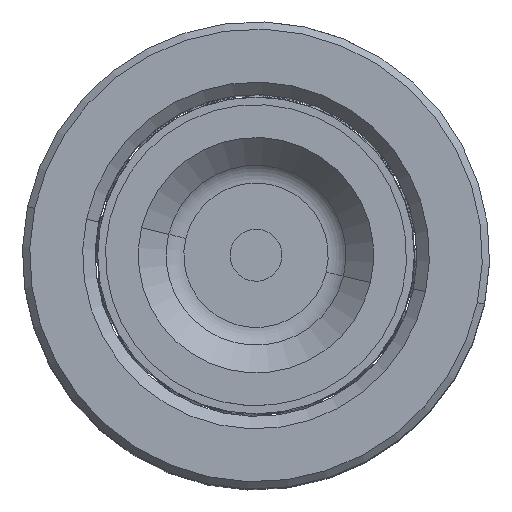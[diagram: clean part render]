
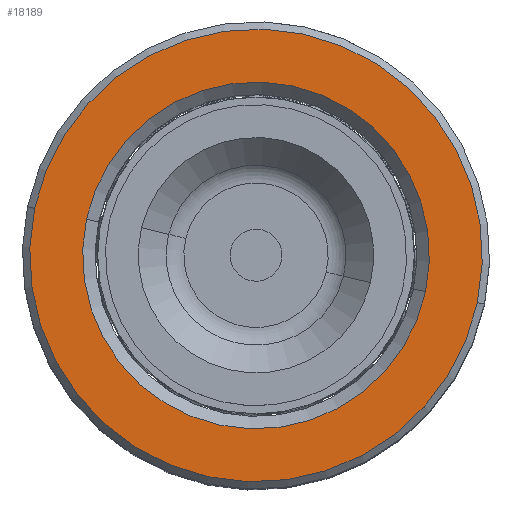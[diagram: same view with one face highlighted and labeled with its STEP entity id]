
A CAD part, top view. The second image highlights one B-rep face of the part: STEP entity #18189.
In plain terms, the highlighted planar face has unit normal (0, 0, 1).
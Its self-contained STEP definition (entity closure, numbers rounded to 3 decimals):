
#558 = FACE_BOUND ( 'NONE', #25110, .T. ) ;
#1198 = VERTEX_POINT ( 'NONE', #8196 ) ;
#1789 = DIRECTION ( 'NONE',  ( 1., 0., 0. ) ) ;
#2796 = DIRECTION ( 'NONE',  ( 1., 0., 0. ) ) ;
#2950 = VERTEX_POINT ( 'NONE', #21435 ) ;
#3549 = AXIS2_PLACEMENT_3D ( 'NONE', #30966, #14908, #1789 ) ;
#5138 = ORIENTED_EDGE ( 'NONE', *, *, #33728, .T. ) ;
#5244 = AXIS2_PLACEMENT_3D ( 'NONE', #19425, #22137, #17304 ) ;
#5447 = CIRCLE ( 'NONE', #5244, 21.8 ) ;
#5509 = AXIS2_PLACEMENT_3D ( 'NONE', #28054, #28519, #17590 ) ;
#7315 = FACE_OUTER_BOUND ( 'NONE', #28997, .T. ) ;
#7706 = CIRCLE ( 'NONE', #5509, 16.7 ) ;
#7997 = EDGE_CURVE ( 'NONE', #1198, #10756, #27254, .T. ) ;
#8196 = CARTESIAN_POINT ( 'NONE',  ( 16.7, 0., 60. ) ) ;
#8960 = AXIS2_PLACEMENT_3D ( 'NONE', #26972, #18868, #2796 ) ;
#10756 = VERTEX_POINT ( 'NONE', #12141 ) ;
#11839 = CIRCLE ( 'NONE', #8960, 21.8 ) ;
#12141 = CARTESIAN_POINT ( 'NONE',  ( -16.7, 0., 60. ) ) ;
#14908 = DIRECTION ( 'NONE',  ( 0., 0., -1. ) ) ;
#15864 = EDGE_CURVE ( 'NONE', #10756, #1198, #7706, .T. ) ;
#15902 = VERTEX_POINT ( 'NONE', #28296 ) ;
#16092 = ORIENTED_EDGE ( 'NONE', *, *, #21683, .T. ) ;
#16942 = ORIENTED_EDGE ( 'NONE', *, *, #7997, .T. ) ;
#17240 = AXIS2_PLACEMENT_3D ( 'NONE', #33118, #25190, #30300 ) ;
#17304 = DIRECTION ( 'NONE',  ( 1., 0., 0. ) ) ;
#17590 = DIRECTION ( 'NONE',  ( 1., 0., 0. ) ) ;
#18189 = ADVANCED_FACE ( 'NONE', ( #7315, #558 ), #26947, .T. ) ;
#18868 = DIRECTION ( 'NONE',  ( 0., 0., 1. ) ) ;
#19425 = CARTESIAN_POINT ( 'NONE',  ( 0., 0., 60. ) ) ;
#21435 = CARTESIAN_POINT ( 'NONE',  ( -21.8, 0., 60. ) ) ;
#21683 = EDGE_CURVE ( 'NONE', #2950, #15902, #11839, .T. ) ;
#22137 = DIRECTION ( 'NONE',  ( 0., 0., 1. ) ) ;
#25110 = EDGE_LOOP ( 'NONE', ( #16942, #29025 ) ) ;
#25190 = DIRECTION ( 'NONE',  ( 0., 0., 1. ) ) ;
#26947 = PLANE ( 'NONE',  #17240 ) ;
#26972 = CARTESIAN_POINT ( 'NONE',  ( 0., 0., 60. ) ) ;
#27254 = CIRCLE ( 'NONE', #3549, 16.7 ) ;
#28054 = CARTESIAN_POINT ( 'NONE',  ( 0., 0., 60. ) ) ;
#28296 = CARTESIAN_POINT ( 'NONE',  ( 21.8, 0., 60. ) ) ;
#28519 = DIRECTION ( 'NONE',  ( 0., 0., -1. ) ) ;
#28997 = EDGE_LOOP ( 'NONE', ( #16092, #5138 ) ) ;
#29025 = ORIENTED_EDGE ( 'NONE', *, *, #15864, .T. ) ;
#30300 = DIRECTION ( 'NONE',  ( 1., 0., 0. ) ) ;
#30966 = CARTESIAN_POINT ( 'NONE',  ( 0., 0., 60. ) ) ;
#33118 = CARTESIAN_POINT ( 'NONE',  ( 0., 0., 60. ) ) ;
#33728 = EDGE_CURVE ( 'NONE', #15902, #2950, #5447, .T. ) ;
